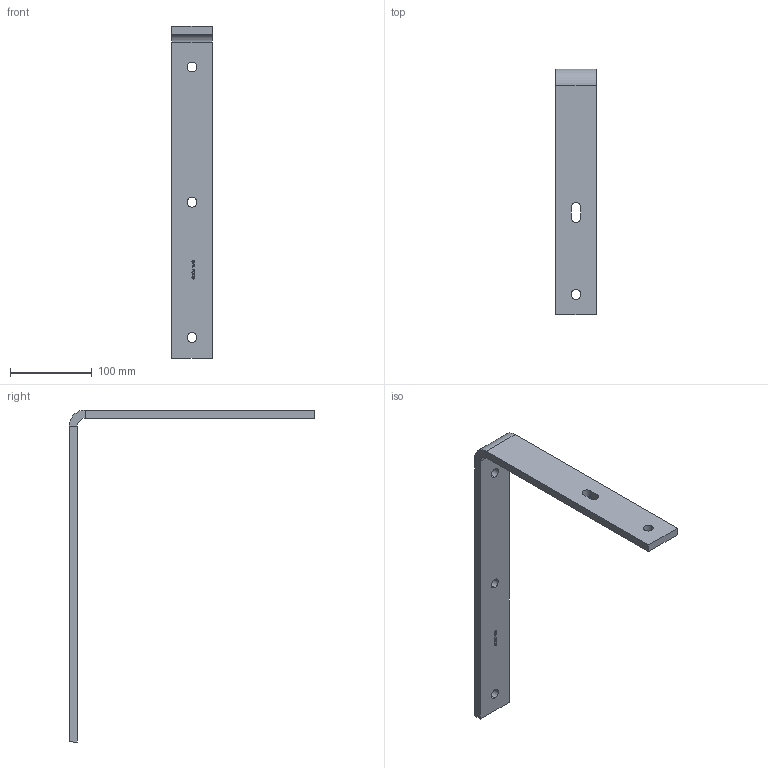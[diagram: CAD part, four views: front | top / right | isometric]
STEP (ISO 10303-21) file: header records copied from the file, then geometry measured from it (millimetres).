
FILE_DESCRIPTION (( 'STEP AP203' ), '1' );
FILE_NAME ('T33900.STEP', '2018-07-20T13:53:55', ( '' ), ( '' ), 'SwSTEP 2.0', 'SolidWorks 2016', '' );
FILE_SCHEMA (( 'CONFIG_CONTROL_DESIGN' ));
Length unit declared in the file: millimetre
Products named in the file (1): T33900
Bounding box: 50 x 300 x 405 mm (x, y, z)
Volume: 337188.1 mm3; surface area: 84345.7 mm2
Topology: 1 solids, 1 shells, 115 faces, 307 edges, 202 vertices
Faces by surface type: plane 64, bspline 39, cylinder 12
Entity records: 5968 total; most frequent: CARTESIAN_POINT 3248, ORIENTED_EDGE 614, DIRECTION 407, EDGE_CURVE 307, LINE 205, VECTOR 205, VERTEX_POINT 202, EDGE_LOOP 133
